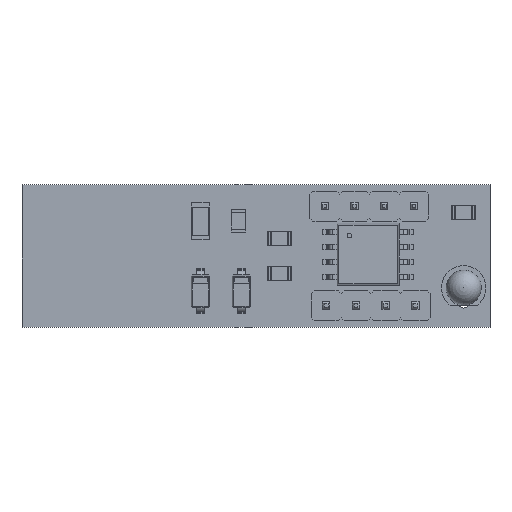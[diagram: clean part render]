
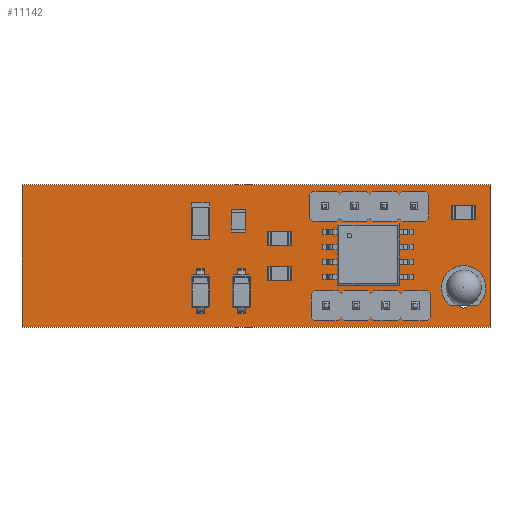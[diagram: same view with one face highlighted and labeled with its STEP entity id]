
A CAD part, top view. The second image highlights one B-rep face of the part: STEP entity #11142.
In plain terms, the highlighted planar face has unit normal (0, 0, 1).
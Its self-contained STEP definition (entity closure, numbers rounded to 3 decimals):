
#10920 = VERTEX_POINT('',#10921);
#10921 = CARTESIAN_POINT('',(181.,-97.1,1.51));
#10927 = EDGE_CURVE('',#10920,#10928,#10930,.T.);
#10928 = VERTEX_POINT('',#10929);
#10929 = CARTESIAN_POINT('',(141.,-97.1,1.51));
#10930 = LINE('',#10931,#10932);
#10931 = CARTESIAN_POINT('',(181.,-97.1,1.51));
#10932 = VECTOR('',#10933,1.);
#10933 = DIRECTION('',(-1.,0.,0.));
#10960 = VERTEX_POINT('',#10961);
#10961 = CARTESIAN_POINT('',(181.,-84.9,1.51));
#10967 = EDGE_CURVE('',#10960,#10920,#10968,.T.);
#10968 = LINE('',#10969,#10970);
#10969 = CARTESIAN_POINT('',(181.,-84.9,1.51));
#10970 = VECTOR('',#10971,1.);
#10971 = DIRECTION('',(0.,-1.,0.));
#10989 = EDGE_CURVE('',#10928,#10990,#10992,.T.);
#10990 = VERTEX_POINT('',#10991);
#10991 = CARTESIAN_POINT('',(141.,-84.9,1.51));
#10992 = LINE('',#10993,#10994);
#10993 = CARTESIAN_POINT('',(141.,-97.1,1.51));
#10994 = VECTOR('',#10995,1.);
#10995 = DIRECTION('',(0.,1.,0.));
#11142 = ADVANCED_FACE('',(#11143,#11154,#11165,#11176,#11187,#11198,
    #11209,#11220,#11231,#11242,#11253),#11264,.T.);
#11143 = FACE_BOUND('',#11144,.T.);
#11144 = EDGE_LOOP('',(#11145,#11146,#11147,#11153));
#11145 = ORIENTED_EDGE('',*,*,#10927,.F.);
#11146 = ORIENTED_EDGE('',*,*,#10967,.F.);
#11147 = ORIENTED_EDGE('',*,*,#11148,.F.);
#11148 = EDGE_CURVE('',#10990,#10960,#11149,.T.);
#11149 = LINE('',#11150,#11151);
#11150 = CARTESIAN_POINT('',(141.,-84.9,1.51));
#11151 = VECTOR('',#11152,1.);
#11152 = DIRECTION('',(1.,0.,0.));
#11153 = ORIENTED_EDGE('',*,*,#10989,.F.);
#11154 = FACE_BOUND('',#11155,.T.);
#11155 = EDGE_LOOP('',(#11156));
#11156 = ORIENTED_EDGE('',*,*,#11157,.T.);
#11157 = EDGE_CURVE('',#11158,#11158,#11160,.T.);
#11158 = VERTEX_POINT('',#11159);
#11159 = CARTESIAN_POINT('',(167.,-95.75,1.51));
#11160 = CIRCLE('',#11161,0.5);
#11161 = AXIS2_PLACEMENT_3D('',#11162,#11163,#11164);
#11162 = CARTESIAN_POINT('',(167.,-95.25,1.51));
#11163 = DIRECTION('',(-0.,0.,-1.));
#11164 = DIRECTION('',(-0.,-1.,0.));
#11165 = FACE_BOUND('',#11166,.T.);
#11166 = EDGE_LOOP('',(#11167));
#11167 = ORIENTED_EDGE('',*,*,#11168,.T.);
#11168 = EDGE_CURVE('',#11169,#11169,#11171,.T.);
#11169 = VERTEX_POINT('',#11170);
#11170 = CARTESIAN_POINT('',(169.54,-95.75,1.51));
#11171 = CIRCLE('',#11172,0.5);
#11172 = AXIS2_PLACEMENT_3D('',#11173,#11174,#11175);
#11173 = CARTESIAN_POINT('',(169.54,-95.25,1.51));
#11174 = DIRECTION('',(-0.,0.,-1.));
#11175 = DIRECTION('',(-0.,-1.,0.));
#11176 = FACE_BOUND('',#11177,.T.);
#11177 = EDGE_LOOP('',(#11178));
#11178 = ORIENTED_EDGE('',*,*,#11179,.T.);
#11179 = EDGE_CURVE('',#11180,#11180,#11182,.T.);
#11180 = VERTEX_POINT('',#11181);
#11181 = CARTESIAN_POINT('',(172.08,-95.75,1.51));
#11182 = CIRCLE('',#11183,0.5);
#11183 = AXIS2_PLACEMENT_3D('',#11184,#11185,#11186);
#11184 = CARTESIAN_POINT('',(172.08,-95.25,1.51));
#11185 = DIRECTION('',(-0.,0.,-1.));
#11186 = DIRECTION('',(-0.,-1.,0.));
#11187 = FACE_BOUND('',#11188,.T.);
#11188 = EDGE_LOOP('',(#11189));
#11189 = ORIENTED_EDGE('',*,*,#11190,.T.);
#11190 = EDGE_CURVE('',#11191,#11191,#11193,.T.);
#11191 = VERTEX_POINT('',#11192);
#11192 = CARTESIAN_POINT('',(174.62,-95.75,1.51));
#11193 = CIRCLE('',#11194,0.5);
#11194 = AXIS2_PLACEMENT_3D('',#11195,#11196,#11197);
#11195 = CARTESIAN_POINT('',(174.62,-95.25,1.51));
#11196 = DIRECTION('',(-0.,0.,-1.));
#11197 = DIRECTION('',(-0.,-1.,0.));
#11198 = FACE_BOUND('',#11199,.T.);
#11199 = EDGE_LOOP('',(#11200));
#11200 = ORIENTED_EDGE('',*,*,#11201,.T.);
#11201 = EDGE_CURVE('',#11202,#11202,#11204,.T.);
#11202 = VERTEX_POINT('',#11203);
#11203 = CARTESIAN_POINT('',(178.75,-95.45,1.51));
#11204 = CIRCLE('',#11205,0.45);
#11205 = AXIS2_PLACEMENT_3D('',#11206,#11207,#11208);
#11206 = CARTESIAN_POINT('',(178.75,-95.,1.51));
#11207 = DIRECTION('',(-0.,0.,-1.));
#11208 = DIRECTION('',(-0.,-1.,0.));
#11209 = FACE_BOUND('',#11210,.T.);
#11210 = EDGE_LOOP('',(#11211));
#11211 = ORIENTED_EDGE('',*,*,#11212,.T.);
#11212 = EDGE_CURVE('',#11213,#11213,#11215,.T.);
#11213 = VERTEX_POINT('',#11214);
#11214 = CARTESIAN_POINT('',(178.75,-92.91,1.51));
#11215 = CIRCLE('',#11216,0.45);
#11216 = AXIS2_PLACEMENT_3D('',#11217,#11218,#11219);
#11217 = CARTESIAN_POINT('',(178.75,-92.46,1.51));
#11218 = DIRECTION('',(-0.,0.,-1.));
#11219 = DIRECTION('',(-0.,-1.,0.));
#11220 = FACE_BOUND('',#11221,.T.);
#11221 = EDGE_LOOP('',(#11222));
#11222 = ORIENTED_EDGE('',*,*,#11223,.T.);
#11223 = EDGE_CURVE('',#11224,#11224,#11226,.T.);
#11224 = VERTEX_POINT('',#11225);
#11225 = CARTESIAN_POINT('',(166.88,-87.25,1.51));
#11226 = CIRCLE('',#11227,0.5);
#11227 = AXIS2_PLACEMENT_3D('',#11228,#11229,#11230);
#11228 = CARTESIAN_POINT('',(166.88,-86.75,1.51));
#11229 = DIRECTION('',(-0.,0.,-1.));
#11230 = DIRECTION('',(-0.,-1.,0.));
#11231 = FACE_BOUND('',#11232,.T.);
#11232 = EDGE_LOOP('',(#11233));
#11233 = ORIENTED_EDGE('',*,*,#11234,.T.);
#11234 = EDGE_CURVE('',#11235,#11235,#11237,.T.);
#11235 = VERTEX_POINT('',#11236);
#11236 = CARTESIAN_POINT('',(169.42,-87.25,1.51));
#11237 = CIRCLE('',#11238,0.5);
#11238 = AXIS2_PLACEMENT_3D('',#11239,#11240,#11241);
#11239 = CARTESIAN_POINT('',(169.42,-86.75,1.51));
#11240 = DIRECTION('',(-0.,0.,-1.));
#11241 = DIRECTION('',(-0.,-1.,0.));
#11242 = FACE_BOUND('',#11243,.T.);
#11243 = EDGE_LOOP('',(#11244));
#11244 = ORIENTED_EDGE('',*,*,#11245,.T.);
#11245 = EDGE_CURVE('',#11246,#11246,#11248,.T.);
#11246 = VERTEX_POINT('',#11247);
#11247 = CARTESIAN_POINT('',(171.96,-87.25,1.51));
#11248 = CIRCLE('',#11249,0.5);
#11249 = AXIS2_PLACEMENT_3D('',#11250,#11251,#11252);
#11250 = CARTESIAN_POINT('',(171.96,-86.75,1.51));
#11251 = DIRECTION('',(-0.,0.,-1.));
#11252 = DIRECTION('',(-0.,-1.,0.));
#11253 = FACE_BOUND('',#11254,.T.);
#11254 = EDGE_LOOP('',(#11255));
#11255 = ORIENTED_EDGE('',*,*,#11256,.T.);
#11256 = EDGE_CURVE('',#11257,#11257,#11259,.T.);
#11257 = VERTEX_POINT('',#11258);
#11258 = CARTESIAN_POINT('',(174.5,-87.25,1.51));
#11259 = CIRCLE('',#11260,0.5);
#11260 = AXIS2_PLACEMENT_3D('',#11261,#11262,#11263);
#11261 = CARTESIAN_POINT('',(174.5,-86.75,1.51));
#11262 = DIRECTION('',(-0.,0.,-1.));
#11263 = DIRECTION('',(-0.,-1.,0.));
#11264 = PLANE('',#11265);
#11265 = AXIS2_PLACEMENT_3D('',#11266,#11267,#11268);
#11266 = CARTESIAN_POINT('',(0.,0.,1.51));
#11267 = DIRECTION('',(0.,0.,1.));
#11268 = DIRECTION('',(1.,0.,-0.));
